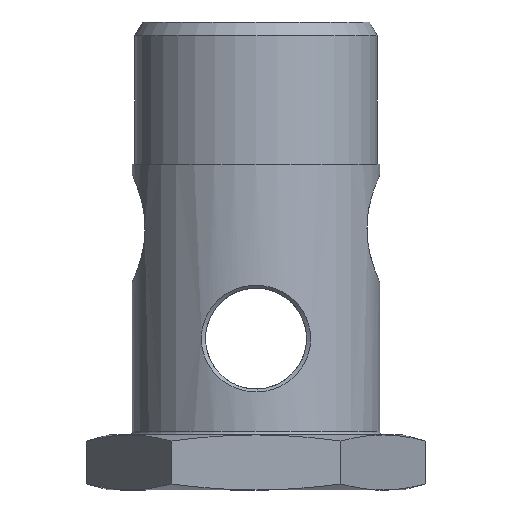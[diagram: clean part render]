
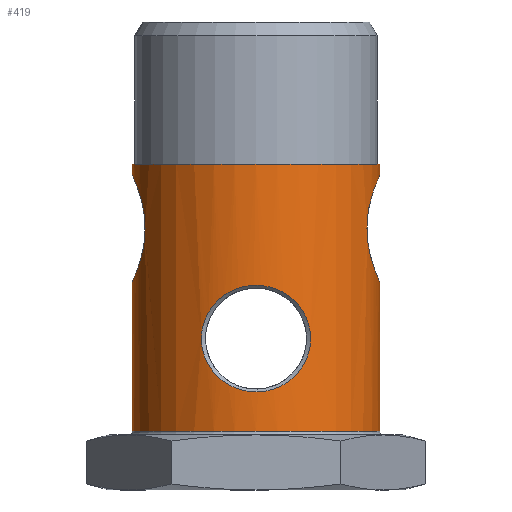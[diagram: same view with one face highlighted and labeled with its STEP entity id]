
A CAD part, left-side view. The second image highlights one B-rep face of the part: STEP entity #419.
In plain terms, the highlighted cylindrical face has radius 13.48 mm (diameter 26.96 mm), a full revolution.
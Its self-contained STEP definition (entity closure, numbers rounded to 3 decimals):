
#141=CARTESIAN_POINT('',(13.48,0.,29.5));
#142=VERTEX_POINT('',#141);
#143=CARTESIAN_POINT('',(0.0,0.0,29.5));
#144=DIRECTION('',(0.0,0.0,-1.0));
#145=DIRECTION('',(-1.0,0.0,0.0));
#146=AXIS2_PLACEMENT_3D('',#143,#144,#145);
#147=CIRCLE('',#146,13.48);
#148=EDGE_CURVE('',#142,#142,#147,.T.);
#245=CARTESIAN_POINT('',(-5.953,-12.094,22.5));
#246=VERTEX_POINT('',#245);
#282=CARTESIAN_POINT('',(-5.952,-12.095,22.5));
#283=CARTESIAN_POINT('',(-5.952,-12.095,22.353));
#284=CARTESIAN_POINT('',(-5.943,-12.1,22.068));
#285=CARTESIAN_POINT('',(-5.857,-12.141,21.334));
#286=CARTESIAN_POINT('',(-5.529,-12.3,20.164));
#287=CARTESIAN_POINT('',(-4.716,-12.641,18.862));
#288=CARTESIAN_POINT('',(-3.43,-13.07,17.615));
#289=CARTESIAN_POINT('',(-1.405,-13.5,16.645));
#290=CARTESIAN_POINT('',(1.641,-13.5,16.637));
#291=CARTESIAN_POINT('',(4.027,-12.918,17.968));
#292=CARTESIAN_POINT('',(5.762,-12.209,20.313));
#293=CARTESIAN_POINT('',(6.16,-11.985,22.829));
#294=CARTESIAN_POINT('',(5.075,-12.535,26.206));
#295=CARTESIAN_POINT('',(2.349,-13.505,28.357));
#296=CARTESIAN_POINT('',(-1.41,-13.498,28.357));
#297=CARTESIAN_POINT('',(-3.428,-13.071,27.384));
#298=CARTESIAN_POINT('',(-4.717,-12.64,26.138));
#299=CARTESIAN_POINT('',(-5.529,-12.301,24.836));
#300=CARTESIAN_POINT('',(-5.857,-12.141,23.666));
#301=CARTESIAN_POINT('',(-5.943,-12.1,22.932));
#302=CARTESIAN_POINT('',(-5.952,-12.095,22.647));
#303=CARTESIAN_POINT('',(-5.952,-12.095,22.5));
#304=B_SPLINE_CURVE_WITH_KNOTS('',3,(#282,#283,#284,#285,#286,#287,#288,#289,#290,#291,#292,#293,#294,#295,#296,#297,#298,#299,#300,#301,#302,#303),.UNSPECIFIED.,.T.,.U.,(4,1,1,1,1,1,1,1,1,1,1,1,1,1,1,1,1,1,1,4),(-3.682,-3.616,-3.55,-3.419,-3.287,-3.156,-2.893,-2.63,-2.301,-2.104,-1.753,-1.578,-1.052,-0.789,-0.526,-0.394,-0.263,-0.131,-0.066,0.0),.UNSPECIFIED.);
#305=EDGE_CURVE('',#246,#246,#304,.T.);
#310=CARTESIAN_POINT('',(0.0,0.0,0.0));
#311=DIRECTION('',(0.0,0.0,1.0));
#312=DIRECTION('',(-1.0,0.0,0.0));
#313=AXIS2_PLACEMENT_3D('',#310,#311,#312);
#314=CYLINDRICAL_SURFACE('',#313,13.48);
#315=ORIENTED_EDGE('',*,*,#148,.T.);
#316=EDGE_LOOP('',(#315));
#317=FACE_OUTER_BOUND('',#316,.T.);
#318=CARTESIAN_POINT('',(-12.094,5.953,10.5));
#319=VERTEX_POINT('',#318);
#320=CARTESIAN_POINT('',(-12.095,5.952,10.497));
#321=CARTESIAN_POINT('',(-12.095,5.952,10.352));
#322=CARTESIAN_POINT('',(-12.1,5.943,10.066));
#323=CARTESIAN_POINT('',(-12.141,5.857,9.331));
#324=CARTESIAN_POINT('',(-12.3,5.53,8.164));
#325=CARTESIAN_POINT('',(-12.641,4.715,6.861));
#326=CARTESIAN_POINT('',(-13.07,3.431,5.616));
#327=CARTESIAN_POINT('',(-13.499,1.401,4.644));
#328=CARTESIAN_POINT('',(-13.501,-1.087,4.64));
#329=CARTESIAN_POINT('',(-13.066,-3.6,5.624));
#330=CARTESIAN_POINT('',(-12.444,-5.248,7.352));
#331=CARTESIAN_POINT('',(-11.98,-6.163,10.174));
#332=CARTESIAN_POINT('',(-12.328,-5.58,13.821));
#333=CARTESIAN_POINT('',(-13.52,-2.345,16.356));
#334=CARTESIAN_POINT('',(-13.494,1.404,16.358));
#335=CARTESIAN_POINT('',(-13.072,3.43,15.385));
#336=CARTESIAN_POINT('',(-12.64,4.715,14.137));
#337=CARTESIAN_POINT('',(-12.3,5.53,12.843));
#338=CARTESIAN_POINT('',(-12.109,5.921,11.424));
#339=CARTESIAN_POINT('',(-12.095,5.952,10.789));
#340=CARTESIAN_POINT('',(-12.095,5.952,10.497));
#341=B_SPLINE_CURVE_WITH_KNOTS('',3,(#320,#321,#322,#323,#324,#325,#326,#327,#328,#329,#330,#331,#332,#333,#334,#335,#336,#337,#338,#339,#340),.UNSPECIFIED.,.T.,.U.,(4,1,1,1,1,1,1,1,1,1,1,1,1,1,1,1,1,1,4),(-3.682,-3.616,-3.55,-3.419,-3.287,-3.156,-2.893,-2.63,-2.455,-2.104,-1.929,-1.578,-1.052,-0.789,-0.526,-0.394,-0.263,-0.131,0.0),.UNSPECIFIED.);
#342=EDGE_CURVE('',#319,#319,#341,.T.);
#343=ORIENTED_EDGE('',*,*,#342,.F.);
#344=EDGE_LOOP('',(#343));
#345=FACE_BOUND('',#344,.T.);
#346=CARTESIAN_POINT('',(12.094,5.953,10.5));
#347=VERTEX_POINT('',#346);
#348=CARTESIAN_POINT('',(12.095,5.952,10.5));
#349=CARTESIAN_POINT('',(12.095,5.952,10.647));
#350=CARTESIAN_POINT('',(12.1,5.943,10.932));
#351=CARTESIAN_POINT('',(12.141,5.857,11.667));
#352=CARTESIAN_POINT('',(12.3,5.529,12.836));
#353=CARTESIAN_POINT('',(12.641,4.716,14.138));
#354=CARTESIAN_POINT('',(13.071,3.429,15.385));
#355=CARTESIAN_POINT('',(13.499,1.405,16.356));
#356=CARTESIAN_POINT('',(13.502,-1.715,16.359));
#357=CARTESIAN_POINT('',(12.891,-4.095,14.987));
#358=CARTESIAN_POINT('',(12.346,-5.43,13.08));
#359=CARTESIAN_POINT('',(12.085,-5.976,11.398));
#360=CARTESIAN_POINT('',(12.081,-5.975,8.698));
#361=CARTESIAN_POINT('',(12.862,-4.39,6.07));
#362=CARTESIAN_POINT('',(13.502,-1.402,4.644));
#363=CARTESIAN_POINT('',(13.498,1.403,4.643));
#364=CARTESIAN_POINT('',(13.07,3.43,5.616));
#365=CARTESIAN_POINT('',(12.641,4.716,6.862));
#366=CARTESIAN_POINT('',(12.3,5.53,8.164));
#367=CARTESIAN_POINT('',(12.141,5.857,9.333));
#368=CARTESIAN_POINT('',(12.1,5.943,10.068));
#369=CARTESIAN_POINT('',(12.095,5.952,10.353));
#370=CARTESIAN_POINT('',(12.095,5.952,10.5));
#371=B_SPLINE_CURVE_WITH_KNOTS('',3,(#348,#349,#350,#351,#352,#353,#354,#355,#356,#357,#358,#359,#360,#361,#362,#363,#364,#365,#366,#367,#368,#369,#370),.UNSPECIFIED.,.T.,.U.,(4,1,1,1,1,1,1,1,1,1,1,1,1,1,1,1,1,1,1,1,4),(-3.682,-3.616,-3.55,-3.419,-3.287,-3.156,-2.893,-2.63,-2.279,-2.104,-1.929,-1.753,-1.315,-1.052,-0.789,-0.526,-0.394,-0.263,-0.131,-0.066,0.0),.UNSPECIFIED.);
#372=EDGE_CURVE('',#347,#347,#371,.T.);
#373=ORIENTED_EDGE('',*,*,#372,.F.);
#374=EDGE_LOOP('',(#373));
#375=FACE_BOUND('',#374,.T.);
#376=CARTESIAN_POINT('',(13.48,0.,0.4));
#377=VERTEX_POINT('',#376);
#378=CARTESIAN_POINT('',(0.0,0.0,0.4));
#379=DIRECTION('',(0.0,0.0,-1.0));
#380=DIRECTION('',(-1.0,0.0,0.0));
#381=AXIS2_PLACEMENT_3D('',#378,#379,#380);
#382=CIRCLE('',#381,13.48);
#383=EDGE_CURVE('',#377,#377,#382,.T.);
#384=ORIENTED_EDGE('',*,*,#383,.F.);
#385=EDGE_LOOP('',(#384));
#386=FACE_BOUND('',#385,.T.);
#387=CARTESIAN_POINT('',(-5.953,12.094,22.5));
#388=VERTEX_POINT('',#387);
#389=CARTESIAN_POINT('',(-5.952,12.095,22.5));
#390=CARTESIAN_POINT('',(-5.952,12.095,22.647));
#391=CARTESIAN_POINT('',(-5.943,12.1,22.932));
#392=CARTESIAN_POINT('',(-5.857,12.141,23.666));
#393=CARTESIAN_POINT('',(-5.529,12.3,24.836));
#394=CARTESIAN_POINT('',(-4.716,12.641,26.138));
#395=CARTESIAN_POINT('',(-3.43,13.07,27.385));
#396=CARTESIAN_POINT('',(-1.405,13.5,28.355));
#397=CARTESIAN_POINT('',(1.641,13.5,28.363));
#398=CARTESIAN_POINT('',(4.027,12.918,27.032));
#399=CARTESIAN_POINT('',(5.762,12.209,24.687));
#400=CARTESIAN_POINT('',(6.16,11.985,22.171));
#401=CARTESIAN_POINT('',(5.075,12.535,18.794));
#402=CARTESIAN_POINT('',(2.349,13.505,16.643));
#403=CARTESIAN_POINT('',(-1.41,13.498,16.643));
#404=CARTESIAN_POINT('',(-3.428,13.071,17.616));
#405=CARTESIAN_POINT('',(-4.717,12.64,18.862));
#406=CARTESIAN_POINT('',(-5.529,12.301,20.164));
#407=CARTESIAN_POINT('',(-5.857,12.141,21.334));
#408=CARTESIAN_POINT('',(-5.943,12.1,22.068));
#409=CARTESIAN_POINT('',(-5.952,12.095,22.353));
#410=CARTESIAN_POINT('',(-5.952,12.095,22.5));
#411=B_SPLINE_CURVE_WITH_KNOTS('',3,(#389,#390,#391,#392,#393,#394,#395,#396,#397,#398,#399,#400,#401,#402,#403,#404,#405,#406,#407,#408,#409,#410),.UNSPECIFIED.,.T.,.U.,(4,1,1,1,1,1,1,1,1,1,1,1,1,1,1,1,1,1,1,4),(-3.682,-3.616,-3.55,-3.419,-3.287,-3.156,-2.893,-2.63,-2.301,-2.104,-1.753,-1.578,-1.052,-0.789,-0.526,-0.394,-0.263,-0.131,-0.066,0.0),.UNSPECIFIED.);
#412=EDGE_CURVE('',#388,#388,#411,.T.);
#413=ORIENTED_EDGE('',*,*,#412,.F.);
#414=EDGE_LOOP('',(#413));
#415=FACE_BOUND('',#414,.T.);
#416=ORIENTED_EDGE('',*,*,#305,.F.);
#417=EDGE_LOOP('',(#416));
#418=FACE_BOUND('',#417,.T.);
#419=ADVANCED_FACE('',(#317,#345,#375,#386,#415,#418),#314,.T.);
